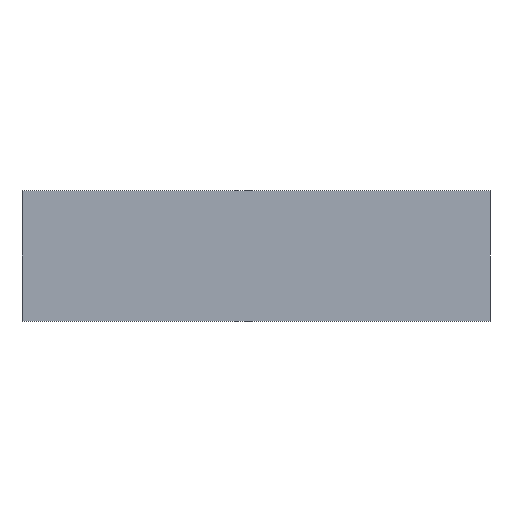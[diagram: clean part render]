
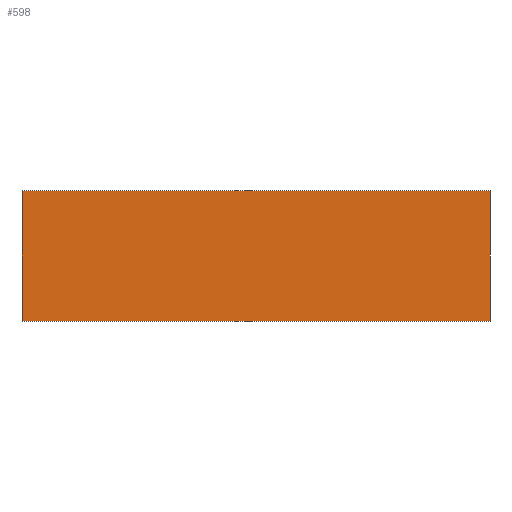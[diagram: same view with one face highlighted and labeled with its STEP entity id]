
A CAD part, front view. The second image highlights one B-rep face of the part: STEP entity #598.
In plain terms, the highlighted planar face has unit normal (0, -1, 0).
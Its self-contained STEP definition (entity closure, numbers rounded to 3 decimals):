
#428=FACE_OUTER_BOUND('',#1084,.T.);
#598=ADVANCED_FACE('',(#428),#685,.T.);
#685=PLANE('',#2113);
#1084=EDGE_LOOP('',(#1359,#1360,#1361,#1362));
#1359=ORIENTED_EDGE('',*,*,#1849,.T.);
#1360=ORIENTED_EDGE('',*,*,#1851,.T.);
#1361=ORIENTED_EDGE('',*,*,#1844,.T.);
#1362=ORIENTED_EDGE('',*,*,#1847,.T.);
#1669=VERTEX_POINT('',#3257);
#1670=VERTEX_POINT('',#3258);
#1671=VERTEX_POINT('',#3272);
#1672=VERTEX_POINT('',#3282);
#1844=EDGE_CURVE('',#1669,#1670,#1999,.T.);
#1847=EDGE_CURVE('',#1670,#1671,#2002,.T.);
#1849=EDGE_CURVE('',#1671,#1672,#2004,.T.);
#1851=EDGE_CURVE('',#1672,#1669,#2006,.T.);
#1999=B_SPLINE_CURVE_WITH_KNOTS('',3,(#3253,#3254,#3255,#3256),
 .UNSPECIFIED.,.F.,.F.,(4,4),(0.,1.),.UNSPECIFIED.);
#2002=B_SPLINE_CURVE_WITH_KNOTS('',3,(#3268,#3269,#3270,#3271),
 .UNSPECIFIED.,.F.,.F.,(4,4),(0.,1.),.UNSPECIFIED.);
#2004=B_SPLINE_CURVE_WITH_KNOTS('',3,(#3278,#3279,#3280,#3281),
 .UNSPECIFIED.,.F.,.F.,(4,4),(0.,1.),.UNSPECIFIED.);
#2006=B_SPLINE_CURVE_WITH_KNOTS('',3,(#3288,#3289,#3290,#3291),
 .UNSPECIFIED.,.F.,.F.,(4,4),(0.,1.),.UNSPECIFIED.);
#2113=AXIS2_PLACEMENT_3D('',#3293,#2409,#2410);
#2409=DIRECTION('',(0.,-1.,0.));
#2410=DIRECTION('',(-1.,0.,0.));
#3253=CARTESIAN_POINT('',(448.,124.,97.5));
#3254=CARTESIAN_POINT('',(149.333,124.,97.5));
#3255=CARTESIAN_POINT('',(-149.333,124.,97.5));
#3256=CARTESIAN_POINT('',(-448.,124.,97.5));
#3257=CARTESIAN_POINT('',(448.,124.,97.5));
#3258=CARTESIAN_POINT('',(-448.,124.,97.5));
#3268=CARTESIAN_POINT('',(-448.,124.,97.5));
#3269=CARTESIAN_POINT('',(-448.,124.,14.167));
#3270=CARTESIAN_POINT('',(-448.,124.,-69.167));
#3271=CARTESIAN_POINT('',(-448.,124.,-152.5));
#3272=CARTESIAN_POINT('',(-448.,124.,-152.5));
#3278=CARTESIAN_POINT('',(-448.,124.,-152.5));
#3279=CARTESIAN_POINT('',(-149.333,124.,-152.5));
#3280=CARTESIAN_POINT('',(149.333,124.,-152.5));
#3281=CARTESIAN_POINT('',(448.,124.,-152.5));
#3282=CARTESIAN_POINT('',(448.,124.,-152.5));
#3288=CARTESIAN_POINT('',(448.,124.,-152.5));
#3289=CARTESIAN_POINT('',(448.,124.,-69.167));
#3290=CARTESIAN_POINT('',(448.,124.,14.167));
#3291=CARTESIAN_POINT('',(448.,124.,97.5));
#3293=CARTESIAN_POINT('',(0.,124.,-27.5));
